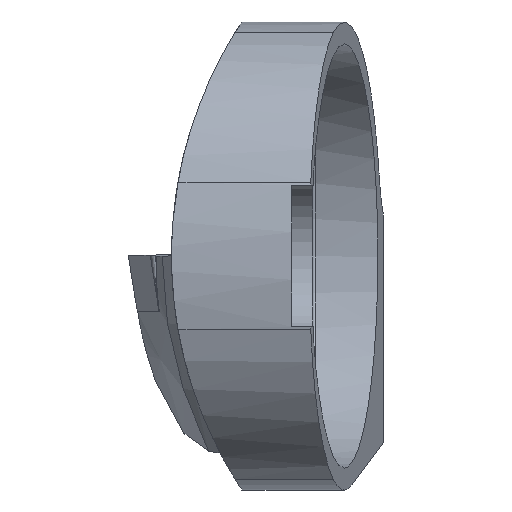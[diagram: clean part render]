
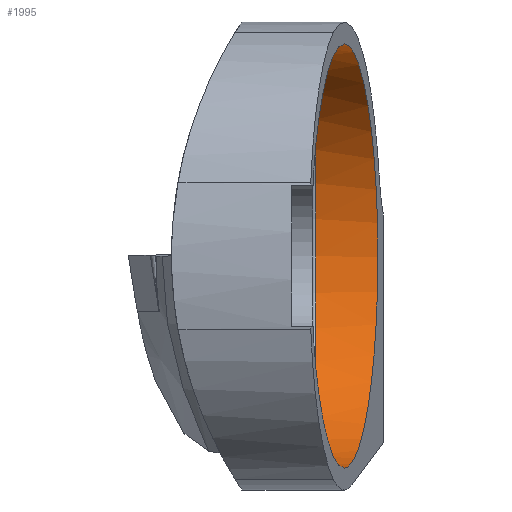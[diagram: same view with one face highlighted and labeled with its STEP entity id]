
A CAD part, front view. The second image highlights one B-rep face of the part: STEP entity #1995.
In plain terms, the highlighted cylindrical face has radius 15 mm (diameter 30 mm), a partial arc.
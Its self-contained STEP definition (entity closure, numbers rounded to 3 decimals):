
#471 = EDGE_CURVE ( 'NONE', #1602, #1598, #3130, .T. ) ;
#472 = EDGE_CURVE ( 'NONE', #1598, #1601, #3134, .T. ) ;
#474 = EDGE_CURVE ( 'NONE', #1602, #1600, #3132, .T. ) ;
#475 = EDGE_CURVE ( 'NONE', #1601, #1600, #2867, .T. ) ;
#783 = ORIENTED_EDGE ( 'NONE', *, *, #472, .F. ) ;
#784 = ORIENTED_EDGE ( 'NONE', *, *, #471, .F. ) ;
#785 = ORIENTED_EDGE ( 'NONE', *, *, #474, .T. ) ;
#786 = ORIENTED_EDGE ( 'NONE', *, *, #475, .F. ) ;
#1598 = VERTEX_POINT ( 'NONE', #4690 ) ;
#1600 = VERTEX_POINT ( 'NONE', #4692 ) ;
#1601 = VERTEX_POINT ( 'NONE', #4693 ) ;
#1602 = VERTEX_POINT ( 'NONE', #4694 ) ;
#1995 = ADVANCED_FACE ( 'NONE', ( #3529 ), #3534, .F. ) ;
#2549 = AXIS2_PLACEMENT_3D ( 'NONE', #3693, #3694, #3695 ) ;
#2867 =( BOUNDED_CURVE ( )  B_SPLINE_CURVE ( 3, ( #3701, #3692, #3705, #3706 ),
 .UNSPECIFIED., .F., .F. ) 
 B_SPLINE_CURVE_WITH_KNOTS ( ( 4, 4 ),
 ( 4.712, 7.854 ),
 .UNSPECIFIED. ) 
 CURVE ( )  GEOMETRIC_REPRESENTATION_ITEM ( )  RATIONAL_B_SPLINE_CURVE ( ( 1., 0.333, 0.333, 1. ) ) 
 REPRESENTATION_ITEM ( '' )  );
#3087 = EDGE_LOOP ( 'NONE', ( #783, #784, #785, #786 ) ) ;
#3130 = CIRCLE ( 'NONE', #2549, 15. ) ;
#3132 = LINE ( 'NONE', #3698, #3139 ) ;
#3134 = LINE ( 'NONE', #3678, #3137 ) ;
#3137 = VECTOR ( 'NONE', #3687, 1000. ) ;
#3139 = VECTOR ( 'NONE', #3702, 1000. ) ;
#3529 = FACE_OUTER_BOUND ( 'NONE', #3087, .T. ) ;
#3534 = CYLINDRICAL_SURFACE ( 'NONE', #5169, 15. ) ;
#3678 = CARTESIAN_POINT ( 'NONE',  ( 9.269, 0., 15. ) ) ;
#3687 = DIRECTION ( 'NONE',  ( 1., 0., 0. ) ) ;
#3692 = CARTESIAN_POINT ( 'NONE',  ( 6.973, 30., 15. ) ) ;
#3693 = CARTESIAN_POINT ( 'NONE',  ( 0.2, 0., 0. ) ) ;
#3694 = DIRECTION ( 'NONE',  ( 1., 0., 0. ) ) ;
#3695 = DIRECTION ( 'NONE',  ( 0., 0., -1. ) ) ;
#3698 = CARTESIAN_POINT ( 'NONE',  ( 9.269, 0., -15. ) ) ;
#3701 = CARTESIAN_POINT ( 'NONE',  ( 2.221, 0., 15. ) ) ;
#3702 = DIRECTION ( 'NONE',  ( 1., 0., 0. ) ) ;
#3705 = CARTESIAN_POINT ( 'NONE',  ( 6.973, 30., -15. ) ) ;
#3706 = CARTESIAN_POINT ( 'NONE',  ( 2.221, 0., -15. ) ) ;
#4690 = CARTESIAN_POINT ( 'NONE',  ( 0.2, 0., 15. ) ) ;
#4692 = CARTESIAN_POINT ( 'NONE',  ( 2.221, 0., -15. ) ) ;
#4693 = CARTESIAN_POINT ( 'NONE',  ( 2.221, 0., 15. ) ) ;
#4694 = CARTESIAN_POINT ( 'NONE',  ( 0.2, 0., -15. ) ) ;
#5015 = DIRECTION ( 'NONE',  ( 0., 0., -1. ) ) ;
#5017 = DIRECTION ( 'NONE',  ( 1., 0., 0. ) ) ;
#5019 = CARTESIAN_POINT ( 'NONE',  ( 9.269, 0., 0. ) ) ;
#5169 = AXIS2_PLACEMENT_3D ( 'NONE', #5019, #5017, #5015 ) ;
